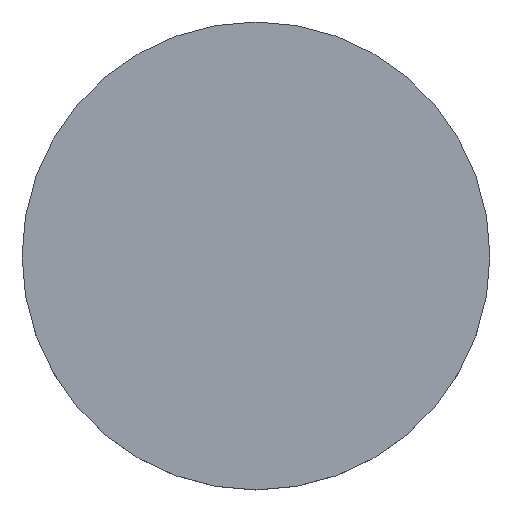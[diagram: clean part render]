
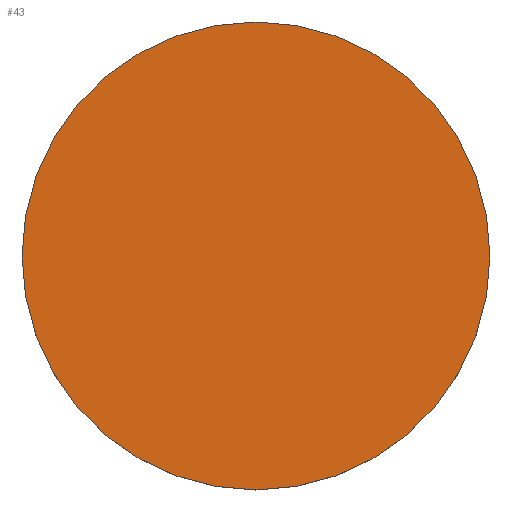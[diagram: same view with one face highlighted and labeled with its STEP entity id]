
A CAD part, top view. The second image highlights one B-rep face of the part: STEP entity #43.
In plain terms, the highlighted planar face has unit normal (0, 0, 1).
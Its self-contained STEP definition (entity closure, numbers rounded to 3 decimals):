
#7 = PLANE ( 'NONE',  #59 ) ;
#8 = DIRECTION ( 'NONE',  ( 1., 0., 0. ) ) ;
#10 = CARTESIAN_POINT ( 'NONE',  ( 5.9, 0., 1. ) ) ;
#37 = CARTESIAN_POINT ( 'NONE',  ( 0., 0., 1. ) ) ;
#42 = DIRECTION ( 'NONE',  ( 1., 0., 0. ) ) ;
#43 = ADVANCED_FACE ( 'NONE', ( #67 ), #7, .T. ) ;
#47 = AXIS2_PLACEMENT_3D ( 'NONE', #37, #68, #8 ) ;
#52 = CARTESIAN_POINT ( 'NONE',  ( 0., 0., 1. ) ) ;
#53 = EDGE_CURVE ( 'NONE', #71, #71, #65, .T. ) ;
#59 = AXIS2_PLACEMENT_3D ( 'NONE', #52, #84, #42 ) ;
#60 = EDGE_LOOP ( 'NONE', ( #76 ) ) ;
#65 = CIRCLE ( 'NONE', #47, 5.9 ) ;
#67 = FACE_OUTER_BOUND ( 'NONE', #60, .T. ) ;
#68 = DIRECTION ( 'NONE',  ( 0., 0., 1. ) ) ;
#71 = VERTEX_POINT ( 'NONE', #10 ) ;
#76 = ORIENTED_EDGE ( 'NONE', *, *, #53, .T. ) ;
#84 = DIRECTION ( 'NONE',  ( 0., 0., 1. ) ) ;
